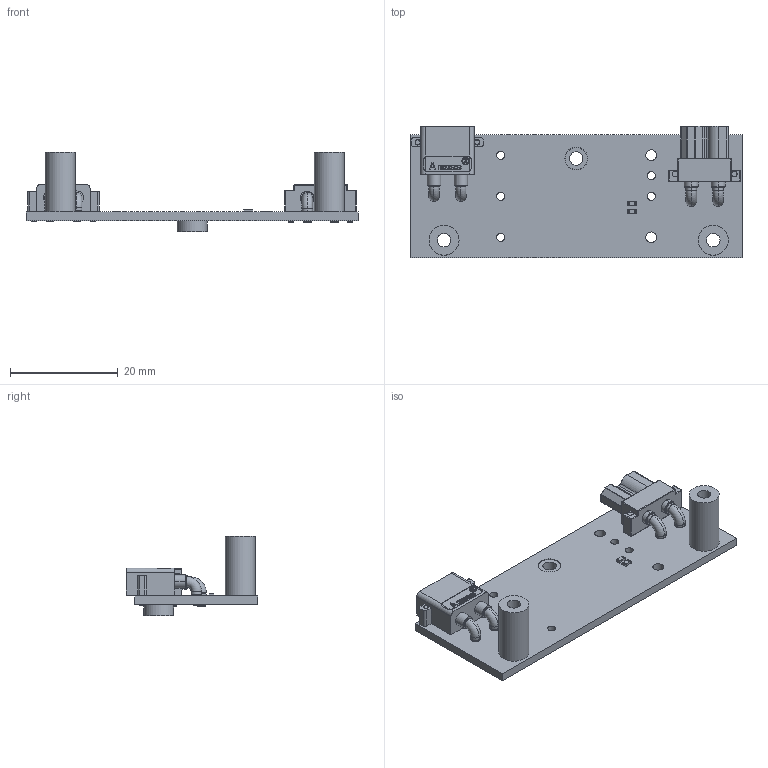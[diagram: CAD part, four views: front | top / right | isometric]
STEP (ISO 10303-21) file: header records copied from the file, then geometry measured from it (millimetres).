
FILE_DESCRIPTION(('KiCad electronic assembly'),'2;1');
FILE_NAME('DingLAB_miniPC_Power_Horizon.step','2024-03-15T17:12:39',( 'Pcbnew'),('Kicad'),'Open CASCADE STEP processor 7.6', 'KiCad to STEP converter','Unknown');
FILE_SCHEMA(('AUTOMOTIVE_DESIGN { 1 0 10303 214 1 1 1 1 }'));
Length unit declared in the file: millimetre
Products named in the file (12): DingLAB_miniPC_Power_Horizon 1; SMTSO30110CTJ; SOLID; R_0603_1608Metric; CONN-TH_XT30PW-F; CONN-TH_XT30PW-M; COMPOUND; SMTSO3020CTJ; _autosave-DingLAB_miniPC_Power_Horizon PCB
Assembly tree (13 placements, depth 3):
  DingLAB_miniPC_Power_Horizon 1
    SMTSO30110CTJ  x2
      SOLID
    R_0603_1608Metric  x2
      SOLID
    CONN-TH_XT30PW-F
      SOLID
    CONN-TH_XT30PW-M
      COMPOUND
    SMTSO3020CTJ
      SOLID
    _autosave-DingLAB_miniPC_Power_Horizon PCB
Bounding box: 61.65 x 24.45 x 14.7 mm (x, y, z)
Volume: 3351.9 mm3; surface area: 5656 mm2
Topology: 10 solids, 10 shells, 1000 faces, 2619 edges, 1686 vertices
Faces by surface type: plane 705, cylinder 199, torus 50, sphere 22, cone 12, revolution 6, bspline 6
Full cylindrical faces by diameter (mm): 1 x4, 1.5 x5, 1.9 x4, 2 x2, 2.5 x3, 4.09 x3, 4.22 x3, 5.56 x3
Entity records: 66371 total; most frequent: CARTESIAN_POINT 13144, DIRECTION 9787, LINE 6687, VECTOR 6687, ORIENTED_EDGE 5056, PCURVE 5056, DEFINITIONAL_REPRESENTATION 5056, EDGE_CURVE 2528
